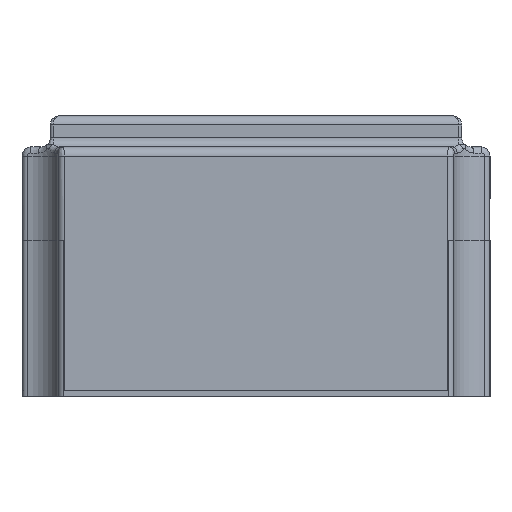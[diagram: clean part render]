
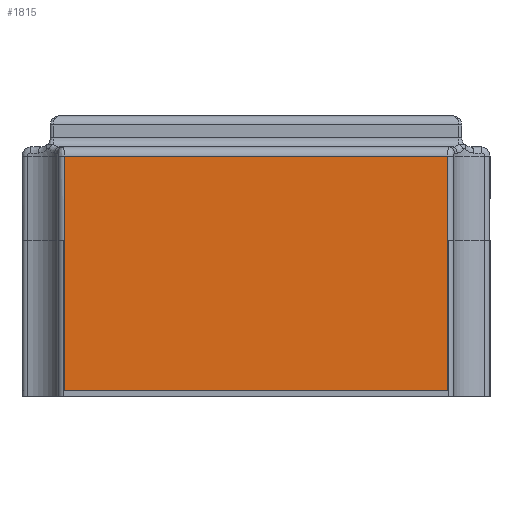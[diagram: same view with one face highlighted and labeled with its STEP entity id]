
A CAD part, left-side view. The second image highlights one B-rep face of the part: STEP entity #1815.
In plain terms, the highlighted planar face has unit normal (-1, 0, 0).
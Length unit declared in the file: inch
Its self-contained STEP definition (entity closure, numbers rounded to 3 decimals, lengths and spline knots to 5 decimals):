
#93 = DIRECTION ( 'NONE',  ( 0., 0., -1. ) ) ;
#258 = CARTESIAN_POINT ( 'NONE',  ( -0.06299, -0.02419, 0.03543 ) ) ;
#547 = DIRECTION ( 'NONE',  ( -1., 0., 0. ) ) ;
#660 = AXIS2_PLACEMENT_3D ( 'NONE', #3387, #547, #4518 ) ;
#808 = LINE ( 'NONE', #6034, #6877 ) ;
#1029 = ORIENTED_EDGE ( 'NONE', *, *, #1624, .T. ) ;
#1624 = EDGE_CURVE ( 'NONE', #4054, #6313, #4158, .T. ) ;
#1815 = ADVANCED_FACE ( 'NONE', ( #5096 ), #4360, .T. ) ;
#1908 = VERTEX_POINT ( 'NONE', #2435 ) ;
#2435 = CARTESIAN_POINT ( 'NONE',  ( -0.06299, -0.02419, 0.00079 ) ) ;
#2559 = CARTESIAN_POINT ( 'NONE',  ( -0.06299, 0.02419, 0.03031 ) ) ;
#2608 = DIRECTION ( 'NONE',  ( 0., 0., -1. ) ) ;
#2645 = VECTOR ( 'NONE', #2608, 39.37008 ) ;
#2764 = EDGE_CURVE ( 'NONE', #6313, #1908, #808, .T. ) ;
#2771 = CARTESIAN_POINT ( 'NONE',  ( -0.06299, 0.02419, 0.00079 ) ) ;
#3387 = CARTESIAN_POINT ( 'NONE',  ( -0.06299, 0.02953, 0. ) ) ;
#3390 = CARTESIAN_POINT ( 'NONE',  ( -0.06299, 0., 0.03031 ) ) ;
#3982 = VECTOR ( 'NONE', #6409, 39.37008 ) ;
#4054 = VERTEX_POINT ( 'NONE', #2559 ) ;
#4158 = LINE ( 'NONE', #5327, #6343 ) ;
#4360 = PLANE ( 'NONE',  #660 ) ;
#4518 = DIRECTION ( 'NONE',  ( 0., 0., 1. ) ) ;
#4925 = EDGE_CURVE ( 'NONE', #4054, #5140, #5168, .T. ) ;
#5096 = FACE_OUTER_BOUND ( 'NONE', #6180, .T. ) ;
#5140 = VERTEX_POINT ( 'NONE', #7240 ) ;
#5168 = LINE ( 'NONE', #3390, #3982 ) ;
#5327 = CARTESIAN_POINT ( 'NONE',  ( -0.06299, 0.02419, 0. ) ) ;
#5600 = DIRECTION ( 'NONE',  ( 0., -1., 0. ) ) ;
#6034 = CARTESIAN_POINT ( 'NONE',  ( -0.06299, 0.02953, 0.00079 ) ) ;
#6180 = EDGE_LOOP ( 'NONE', ( #6190, #1029, #6748, #6432 ) ) ;
#6190 = ORIENTED_EDGE ( 'NONE', *, *, #4925, .F. ) ;
#6313 = VERTEX_POINT ( 'NONE', #2771 ) ;
#6343 = VECTOR ( 'NONE', #93, 39.37008 ) ;
#6409 = DIRECTION ( 'NONE',  ( 0., -1., 0. ) ) ;
#6432 = ORIENTED_EDGE ( 'NONE', *, *, #6793, .F. ) ;
#6720 = LINE ( 'NONE', #258, #2645 ) ;
#6748 = ORIENTED_EDGE ( 'NONE', *, *, #2764, .T. ) ;
#6793 = EDGE_CURVE ( 'NONE', #5140, #1908, #6720, .T. ) ;
#6877 = VECTOR ( 'NONE', #5600, 39.37008 ) ;
#7240 = CARTESIAN_POINT ( 'NONE',  ( -0.06299, -0.02419, 0.03031 ) ) ;
